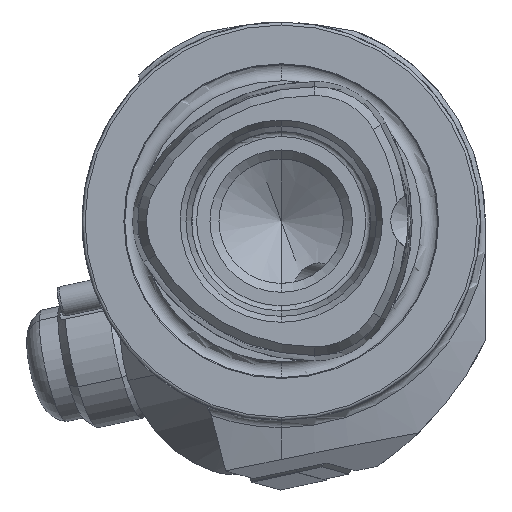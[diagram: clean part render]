
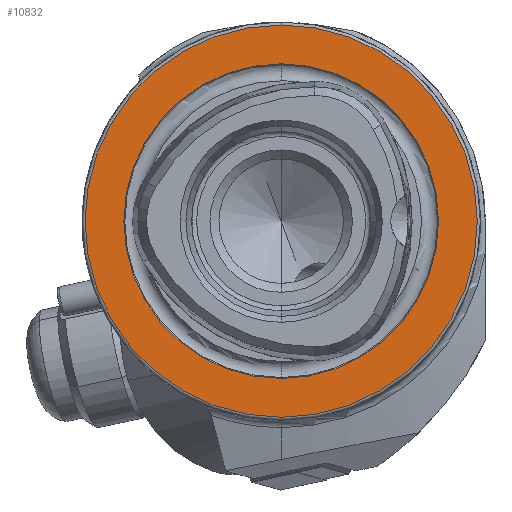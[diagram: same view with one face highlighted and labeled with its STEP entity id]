
A CAD part, left-side view. The second image highlights one B-rep face of the part: STEP entity #10832.
In plain terms, the highlighted planar face has unit normal (-1, 0, 0).
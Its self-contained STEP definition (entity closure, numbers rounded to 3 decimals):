
#1447 = CARTESIAN_POINT ( 'NONE',  ( 0., 0., 0. ) ) ;
#2044 = DIRECTION ( 'NONE',  ( 0., 0., 1. ) ) ;
#2708 = VERTEX_POINT ( 'NONE', #6150 ) ;
#2886 = CARTESIAN_POINT ( 'NONE',  ( 0., 0., -19.7 ) ) ;
#3293 = CARTESIAN_POINT ( 'NONE',  ( 0., 0., 0. ) ) ;
#3735 = DIRECTION ( 'NONE',  ( 0., 0., 1. ) ) ;
#4226 = FACE_OUTER_BOUND ( 'NONE', #13169, .T. ) ;
#4405 = EDGE_LOOP ( 'NONE', ( #9642, #7505 ) ) ;
#4599 = VERTEX_POINT ( 'NONE', #2886 ) ;
#4893 = DIRECTION ( 'NONE',  ( 0., 0., -1. ) ) ;
#4990 = AXIS2_PLACEMENT_3D ( 'NONE', #12728, #7385, #4893 ) ;
#5682 = AXIS2_PLACEMENT_3D ( 'NONE', #12844, #11801, #2044 ) ;
#5802 = FACE_BOUND ( 'NONE', #4405, .T. ) ;
#6002 = EDGE_CURVE ( 'NONE', #2708, #13418, #9493, .T. ) ;
#6150 = CARTESIAN_POINT ( 'NONE',  ( 0., 0., -15.8 ) ) ;
#6348 = EDGE_CURVE ( 'NONE', #4599, #6395, #8234, .T. ) ;
#6395 = VERTEX_POINT ( 'NONE', #10380 ) ;
#7228 = AXIS2_PLACEMENT_3D ( 'NONE', #8128, #11923, #10502 ) ;
#7385 = DIRECTION ( 'NONE',  ( 1., 0., 0. ) ) ;
#7505 = ORIENTED_EDGE ( 'NONE', *, *, #6002, .F. ) ;
#7899 = PLANE ( 'NONE',  #4990 ) ;
#8041 = AXIS2_PLACEMENT_3D ( 'NONE', #1447, #14612, #3735 ) ;
#8128 = CARTESIAN_POINT ( 'NONE',  ( 0., 0., 0. ) ) ;
#8234 = CIRCLE ( 'NONE', #9246, 19.7 ) ;
#9039 = EDGE_CURVE ( 'NONE', #6395, #4599, #14562, .T. ) ;
#9246 = AXIS2_PLACEMENT_3D ( 'NONE', #3293, #9343, #10526 ) ;
#9343 = DIRECTION ( 'NONE',  ( -1., 0., 0. ) ) ;
#9493 = CIRCLE ( 'NONE', #5682, 15.8 ) ;
#9642 = ORIENTED_EDGE ( 'NONE', *, *, #12306, .F. ) ;
#9803 = CARTESIAN_POINT ( 'NONE',  ( 0., 0., 15.8 ) ) ;
#10380 = CARTESIAN_POINT ( 'NONE',  ( 0., 0., 19.7 ) ) ;
#10502 = DIRECTION ( 'NONE',  ( 0., 0., 1. ) ) ;
#10526 = DIRECTION ( 'NONE',  ( 0., 0., 1. ) ) ;
#10832 = ADVANCED_FACE ( 'NONE', ( #5802, #4226 ), #7899, .F. ) ;
#10929 = ORIENTED_EDGE ( 'NONE', *, *, #6348, .T. ) ;
#11282 = ORIENTED_EDGE ( 'NONE', *, *, #9039, .T. ) ;
#11801 = DIRECTION ( 'NONE',  ( -1., 0., 0. ) ) ;
#11923 = DIRECTION ( 'NONE',  ( -1., 0., 0. ) ) ;
#12306 = EDGE_CURVE ( 'NONE', #13418, #2708, #14620, .T. ) ;
#12728 = CARTESIAN_POINT ( 'NONE',  ( 0., 15.8, 0. ) ) ;
#12844 = CARTESIAN_POINT ( 'NONE',  ( 0., 0., 0. ) ) ;
#13169 = EDGE_LOOP ( 'NONE', ( #11282, #10929 ) ) ;
#13418 = VERTEX_POINT ( 'NONE', #9803 ) ;
#14562 = CIRCLE ( 'NONE', #7228, 19.7 ) ;
#14612 = DIRECTION ( 'NONE',  ( -1., 0., 0. ) ) ;
#14620 = CIRCLE ( 'NONE', #8041, 15.8 ) ;
